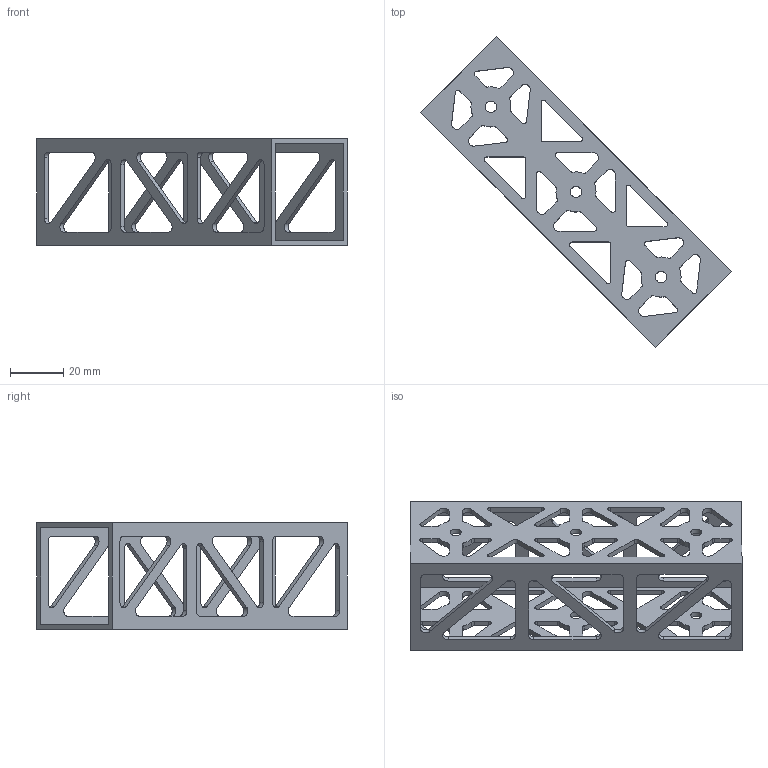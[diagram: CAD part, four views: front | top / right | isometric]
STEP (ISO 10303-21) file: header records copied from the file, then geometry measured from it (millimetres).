
FILE_DESCRIPTION(/* description */ (''),/* implementation_level */ '2;1');
FILE_NAME(/* name */ 'part6.step',/* time_stamp */ '2025-06-18T02:11:25+03:00',/* author */ (''),/* organization */ (''),/* preprocessor_version */ 'ST-DEVELOPER v20.1',/* originating_system */ 'Autodesk Translation Framework v14.10.0.0',/* authorisation */ '');
FILE_SCHEMA (('AUTOMOTIVE_DESIGN { 1 0 10303 214 3 1 1 }'));
Length unit declared in the file: millimetre
Products named in the file (5): Drone_Assembly; 1000-AirframeStructure; 1200-Beams; 1210-CockpitSupport; 1213-CCW_Front
Assembly tree (4 placements, depth 5):
  Drone_Assembly
    1000-AirframeStructure
      1200-Beams
        1210-CockpitSupport
          1213-CCW_Front
Bounding box: 116.1 x 116.1 x 40 mm (x, y, z)
Volume: 20979.3 mm3; surface area: 26563.1 mm2
Topology: 1 solids, 1 shells, 328 faces, 978 edges, 652 vertices
Faces by surface type: cylinder 186, plane 142
Full cylindrical faces by diameter (mm): 4.2 x6
Entity records: 11506 total; most frequent: DIRECTION 2024, CARTESIAN_POINT 1967, ORIENTED_EDGE 1956, EDGE_CURVE 978, AXIS2_PLACEMENT_3D 709, VERTEX_POINT 652, LINE 606, VECTOR 606
